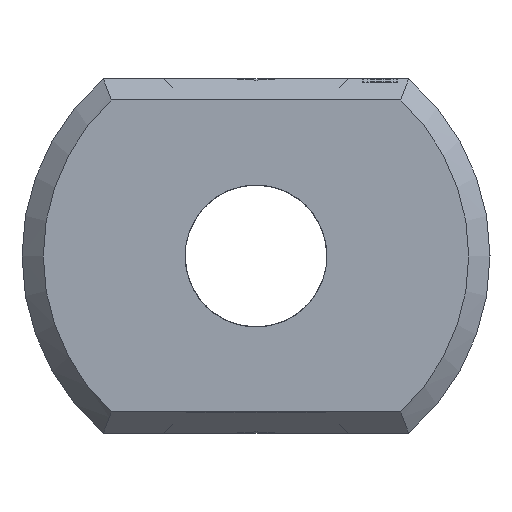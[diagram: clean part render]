
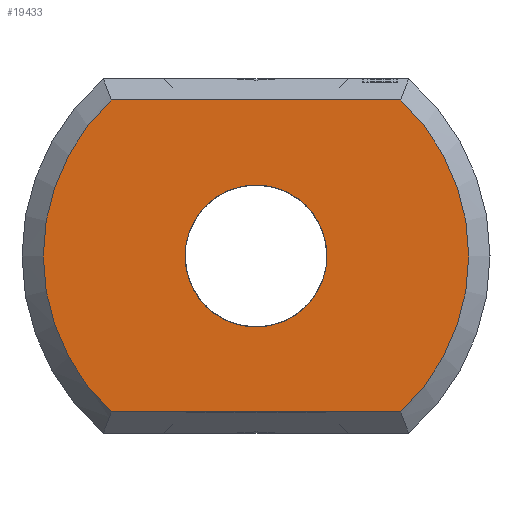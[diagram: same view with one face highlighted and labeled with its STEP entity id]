
A CAD part, left-side view. The second image highlights one B-rep face of the part: STEP entity #19433.
In plain terms, the highlighted planar face has unit normal (-1, 0, 0).
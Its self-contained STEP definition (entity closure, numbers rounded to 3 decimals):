
#4759 = VERTEX_POINT('',#4760);
#4760 = CARTESIAN_POINT('',(0.,-2.04,2.2));
#4769 = VERTEX_POINT('',#4770);
#4770 = CARTESIAN_POINT('',(0.,-2.04,-2.2));
#4777 = EDGE_CURVE('',#4759,#4769,#4778,.T.);
#4778 = CIRCLE('',#4779,3.);
#4779 = AXIS2_PLACEMENT_3D('',#4780,#4781,#4782);
#4780 = CARTESIAN_POINT('',(0.,0.,0.));
#4781 = DIRECTION('',(1.,0.,0.));
#4782 = DIRECTION('',(0.,-0.653,0.758)
  );
#6132 = VERTEX_POINT('',#6133);
#6133 = CARTESIAN_POINT('',(0.,2.04,2.2));
#6140 = EDGE_CURVE('',#4759,#6132,#6141,.T.);
#6141 = LINE('',#6142,#6143);
#6142 = CARTESIAN_POINT('',(0.,-2.154,2.2));
#6143 = VECTOR('',#6144,1.);
#6144 = DIRECTION('',(0.,1.,0.));
#19433 = ADVANCED_FACE('',(#19434,#19453),#19464,.F.);
#19434 = FACE_BOUND('',#19435,.F.);
#19435 = EDGE_LOOP('',(#19436,#19445,#19446,#19447));
#19436 = ORIENTED_EDGE('',*,*,#19437,.T.);
#19437 = EDGE_CURVE('',#19438,#6132,#19440,.T.);
#19438 = VERTEX_POINT('',#19439);
#19439 = CARTESIAN_POINT('',(0.,2.04,-2.2));
#19440 = CIRCLE('',#19441,3.);
#19441 = AXIS2_PLACEMENT_3D('',#19442,#19443,#19444);
#19442 = CARTESIAN_POINT('',(0.,0.,0.));
#19443 = DIRECTION('',(1.,0.,0.));
#19444 = DIRECTION('',(0.,0.653,-0.758)
  );
#19445 = ORIENTED_EDGE('',*,*,#6140,.F.);
#19446 = ORIENTED_EDGE('',*,*,#4777,.T.);
#19447 = ORIENTED_EDGE('',*,*,#19448,.T.);
#19448 = EDGE_CURVE('',#4769,#19438,#19449,.T.);
#19449 = LINE('',#19450,#19451);
#19450 = CARTESIAN_POINT('',(0.,-2.154,-2.2));
#19451 = VECTOR('',#19452,1.);
#19452 = DIRECTION('',(0.,1.,0.));
#19453 = FACE_BOUND('',#19454,.T.);
#19454 = EDGE_LOOP('',(#19455));
#19455 = ORIENTED_EDGE('',*,*,#19456,.T.);
#19456 = EDGE_CURVE('',#19457,#19457,#19459,.T.);
#19457 = VERTEX_POINT('',#19458);
#19458 = CARTESIAN_POINT('',(0.,1.,0.)
  );
#19459 = CIRCLE('',#19460,1.);
#19460 = AXIS2_PLACEMENT_3D('',#19461,#19462,#19463);
#19461 = CARTESIAN_POINT('',(0.,0.,0.));
#19462 = DIRECTION('',(1.,0.,0.));
#19463 = DIRECTION('',(0.,1.,0.));
#19464 = PLANE('',#19465);
#19465 = AXIS2_PLACEMENT_3D('',#19466,#19467,#19468);
#19466 = CARTESIAN_POINT('',(0.,0.,0.));
#19467 = DIRECTION('',(1.,0.,0.));
#19468 = DIRECTION('',(0.,0.,1.));
